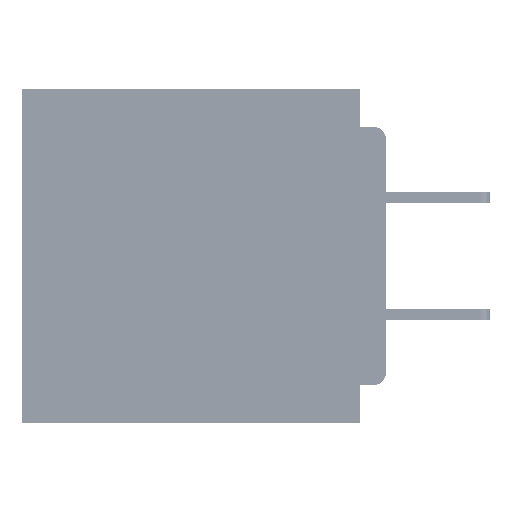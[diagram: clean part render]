
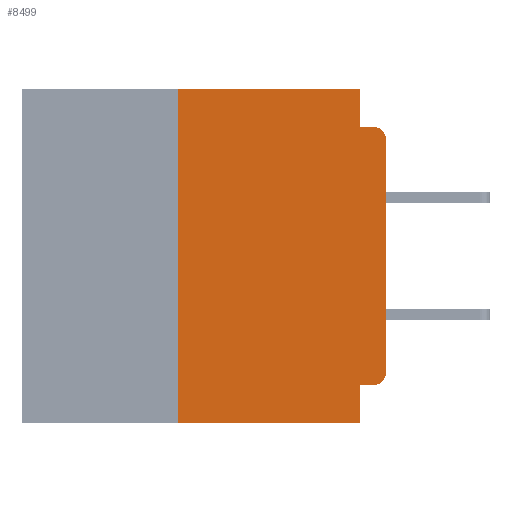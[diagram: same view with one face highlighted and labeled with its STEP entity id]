
A CAD part, left-side view. The second image highlights one B-rep face of the part: STEP entity #8499.
In plain terms, the highlighted planar face has unit normal (-1, 0, 0).
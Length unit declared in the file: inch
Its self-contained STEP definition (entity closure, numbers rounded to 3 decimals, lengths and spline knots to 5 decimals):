
#361 = CARTESIAN_POINT ( 'NONE',  ( 0., 0., 0. ) ) ;
#497 = VERTEX_POINT ( 'NONE', #12083 ) ;
#2531 = ORIENTED_EDGE ( 'NONE', *, *, #29578, .T. ) ;
#3774 = CARTESIAN_POINT ( 'NONE',  ( 0., 0.437, 0. ) ) ;
#5660 = EDGE_CURVE ( 'NONE', #42427, #27877, #31647, .T. ) ;
#5897 = DIRECTION ( 'NONE',  ( 0., 0., 1. ) ) ;
#8499 = ADVANCED_FACE ( 'NONE', ( #49752 ), #58490, .F. ) ;
#9681 = CARTESIAN_POINT ( 'NONE',  ( 0., 0.031, -0.4 ) ) ;
#12083 = CARTESIAN_POINT ( 'NONE',  ( 0., 0.015, -0.045 ) ) ;
#12186 = EDGE_LOOP ( 'NONE', ( #50946, #47237, #47152, #29100, #30566, #25786, #2531, #64270, #57786, #56657 ) ) ;
#14342 = VECTOR ( 'NONE', #65668, 39.37008 ) ;
#15461 = VECTOR ( 'NONE', #17387, 39.37008 ) ;
#15498 = DIRECTION ( 'NONE',  ( 0., 0., -1. ) ) ;
#16836 = VERTEX_POINT ( 'NONE', #25085 ) ;
#17387 = DIRECTION ( 'NONE',  ( 0., 0., -1. ) ) ;
#19257 = CARTESIAN_POINT ( 'NONE',  ( 0., 0.25, -0.4 ) ) ;
#20706 = CARTESIAN_POINT ( 'NONE',  ( 0., 0.031, -0.4 ) ) ;
#20708 = VERTEX_POINT ( 'NONE', #23256 ) ;
#21082 = LINE ( 'NONE', #361, #22781 ) ;
#21125 = DIRECTION ( 'NONE',  ( -1., 0., 0. ) ) ;
#21303 = LINE ( 'NONE', #19257, #48398 ) ;
#21857 = DIRECTION ( 'NONE',  ( -1., 0., 0. ) ) ;
#22781 = VECTOR ( 'NONE', #5897, 39.37008 ) ;
#23256 = CARTESIAN_POINT ( 'NONE',  ( 0., 0., -0.06 ) ) ;
#24699 = DIRECTION ( 'NONE',  ( 0., 0., 1. ) ) ;
#24876 = AXIS2_PLACEMENT_3D ( 'NONE', #53544, #21125, #58945 ) ;
#25085 = CARTESIAN_POINT ( 'NONE',  ( 0., 0.031, -0.355 ) ) ;
#25786 = ORIENTED_EDGE ( 'NONE', *, *, #58970, .F. ) ;
#26126 = CARTESIAN_POINT ( 'NONE',  ( 0., 0.437, 0. ) ) ;
#27856 = CARTESIAN_POINT ( 'NONE',  ( 0., 0.437, -0.4 ) ) ;
#27877 = VERTEX_POINT ( 'NONE', #61828 ) ;
#28278 = LINE ( 'NONE', #27856, #14342 ) ;
#29100 = ORIENTED_EDGE ( 'NONE', *, *, #5660, .F. ) ;
#29578 = EDGE_CURVE ( 'NONE', #49699, #35333, #28278, .T. ) ;
#30085 = VECTOR ( 'NONE', #15498, 39.37008 ) ;
#30547 = CARTESIAN_POINT ( 'NONE',  ( 0., 0.031, 0. ) ) ;
#30566 = ORIENTED_EDGE ( 'NONE', *, *, #47874, .F. ) ;
#30583 = EDGE_CURVE ( 'NONE', #65889, #20708, #21082, .T. ) ;
#31633 = DIRECTION ( 'NONE',  ( 0., 0., -1. ) ) ;
#31647 = LINE ( 'NONE', #44347, #15461 ) ;
#33845 = VERTEX_POINT ( 'NONE', #50127 ) ;
#35333 = VERTEX_POINT ( 'NONE', #9681 ) ;
#36725 = LINE ( 'NONE', #50684, #63739 ) ;
#37390 = LINE ( 'NONE', #3774, #51735 ) ;
#39528 = DIRECTION ( 'NONE',  ( 0., -1., 0. ) ) ;
#39741 = CARTESIAN_POINT ( 'NONE',  ( 0., 0.015, -0.355 ) ) ;
#41759 = DIRECTION ( 'NONE',  ( 0., -1., 0. ) ) ;
#42427 = VERTEX_POINT ( 'NONE', #30547 ) ;
#44347 = CARTESIAN_POINT ( 'NONE',  ( 0., 0.031, 0. ) ) ;
#44427 = LINE ( 'NONE', #20706, #30085 ) ;
#44880 = EDGE_CURVE ( 'NONE', #20708, #497, #64887, .T. ) ;
#46971 = VECTOR ( 'NONE', #39528, 39.37008 ) ;
#47152 = ORIENTED_EDGE ( 'NONE', *, *, #64553, .F. ) ;
#47237 = ORIENTED_EDGE ( 'NONE', *, *, #44880, .T. ) ;
#47874 = EDGE_CURVE ( 'NONE', #33845, #42427, #37390, .T. ) ;
#48398 = VECTOR ( 'NONE', #24699, 39.37008 ) ;
#48861 = CARTESIAN_POINT ( 'NONE',  ( 0., 0., -0.34 ) ) ;
#48936 = VERTEX_POINT ( 'NONE', #39741 ) ;
#49699 = VERTEX_POINT ( 'NONE', #52375 ) ;
#49752 = FACE_OUTER_BOUND ( 'NONE', #12186, .T. ) ;
#49871 = EDGE_CURVE ( 'NONE', #48936, #65889, #52261, .T. ) ;
#50127 = CARTESIAN_POINT ( 'NONE',  ( 0., 0.25, 0. ) ) ;
#50684 = CARTESIAN_POINT ( 'NONE',  ( 0., 0., -0.355 ) ) ;
#50946 = ORIENTED_EDGE ( 'NONE', *, *, #30583, .T. ) ;
#51735 = VECTOR ( 'NONE', #41759, 39.37008 ) ;
#52261 = CIRCLE ( 'NONE', #24876, 0.015 ) ;
#52375 = CARTESIAN_POINT ( 'NONE',  ( 0., 0.25, -0.4 ) ) ;
#53544 = CARTESIAN_POINT ( 'NONE',  ( 0., 0.015, -0.34 ) ) ;
#54104 = AXIS2_PLACEMENT_3D ( 'NONE', #54269, #21857, #59664 ) ;
#54269 = CARTESIAN_POINT ( 'NONE',  ( 0., 0.015, -0.06 ) ) ;
#56122 = DIRECTION ( 'NONE',  ( 0., 1., 0. ) ) ;
#56461 = EDGE_CURVE ( 'NONE', #16836, #35333, #44427, .T. ) ;
#56657 = ORIENTED_EDGE ( 'NONE', *, *, #49871, .T. ) ;
#57786 = ORIENTED_EDGE ( 'NONE', *, *, #66078, .F. ) ;
#58490 = PLANE ( 'NONE',  #59173 ) ;
#58945 = DIRECTION ( 'NONE',  ( 0., 0., -1. ) ) ;
#58970 = EDGE_CURVE ( 'NONE', #49699, #33845, #21303, .T. ) ;
#59173 = AXIS2_PLACEMENT_3D ( 'NONE', #26126, #63929, #31633 ) ;
#59664 = DIRECTION ( 'NONE',  ( 0., 0., -1. ) ) ;
#61295 = LINE ( 'NONE', #66424, #46971 ) ;
#61828 = CARTESIAN_POINT ( 'NONE',  ( 0., 0.031, -0.045 ) ) ;
#63739 = VECTOR ( 'NONE', #56122, 39.37008 ) ;
#63929 = DIRECTION ( 'NONE',  ( 1., 0., 0. ) ) ;
#64270 = ORIENTED_EDGE ( 'NONE', *, *, #56461, .F. ) ;
#64553 = EDGE_CURVE ( 'NONE', #27877, #497, #61295, .T. ) ;
#64887 = CIRCLE ( 'NONE', #54104, 0.015 ) ;
#65668 = DIRECTION ( 'NONE',  ( 0., -1., 0. ) ) ;
#65889 = VERTEX_POINT ( 'NONE', #48861 ) ;
#66078 = EDGE_CURVE ( 'NONE', #48936, #16836, #36725, .T. ) ;
#66424 = CARTESIAN_POINT ( 'NONE',  ( 0., 0., -0.045 ) ) ;
